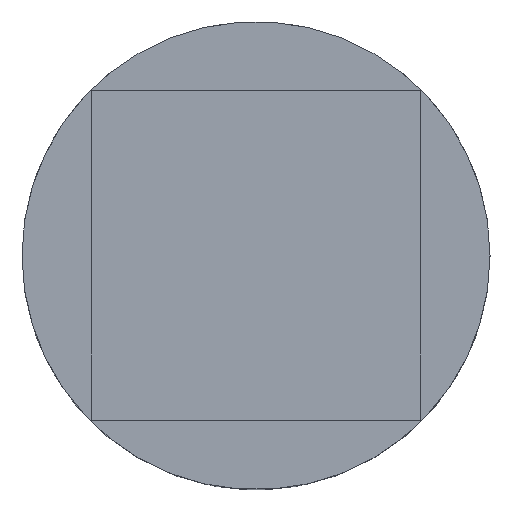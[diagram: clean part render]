
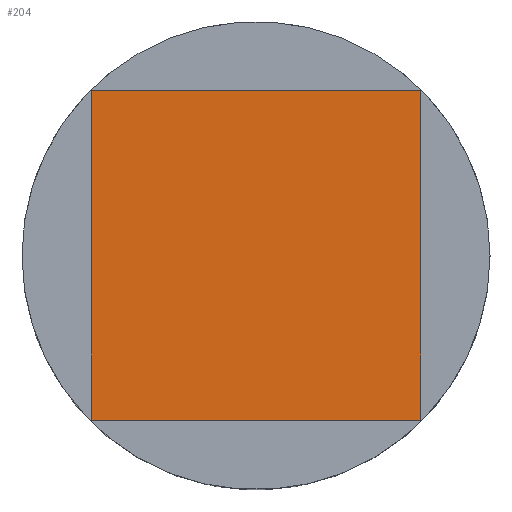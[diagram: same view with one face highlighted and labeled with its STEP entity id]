
A CAD part, top view. The second image highlights one B-rep face of the part: STEP entity #204.
In plain terms, the highlighted planar face has unit normal (0, 0, 1).
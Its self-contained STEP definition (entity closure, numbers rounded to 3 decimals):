
#118 = EDGE_CURVE ( 'NONE', #119, #126, #421, .T. ) ;
#119 = VERTEX_POINT ( 'NONE', #540 ) ;
#126 = VERTEX_POINT ( 'NONE', #524 ) ;
#168 = VERTEX_POINT ( 'NONE', #473 ) ;
#170 = VERTEX_POINT ( 'NONE', #468 ) ;
#171 = EDGE_CURVE ( 'NONE', #126, #170, #512, .T. ) ;
#172 = EDGE_LOOP ( 'NONE', ( #188, #173, #189, #187 ) ) ;
#173 = ORIENTED_EDGE ( 'NONE', *, *, #118, .T. ) ;
#175 = EDGE_CURVE ( 'NONE', #170, #168, #508, .T. ) ;
#186 = EDGE_CURVE ( 'NONE', #168, #119, #437, .T. ) ;
#187 = ORIENTED_EDGE ( 'NONE', *, *, #175, .T. ) ;
#188 = ORIENTED_EDGE ( 'NONE', *, *, #186, .T. ) ;
#189 = ORIENTED_EDGE ( 'NONE', *, *, #171, .T. ) ;
#204 = ADVANCED_FACE ( 'NONE', ( #528 ), #532, .F. ) ;
#421 = LINE ( 'NONE', #479, #440 ) ;
#434 = DIRECTION ( 'NONE',  ( 0., 1., 0. ) ) ;
#435 = VECTOR ( 'NONE', #434, 1000. ) ;
#436 = CARTESIAN_POINT ( 'NONE',  ( 3.5, -3.5, 8. ) ) ;
#437 = LINE ( 'NONE', #436, #435 ) ;
#440 = VECTOR ( 'NONE', #488, 1000. ) ;
#465 = DIRECTION ( 'NONE',  ( -1., 0., 0. ) ) ;
#466 = DIRECTION ( 'NONE',  ( 0., 0., -1. ) ) ;
#468 = CARTESIAN_POINT ( 'NONE',  ( -3.5, -3.5, 8. ) ) ;
#473 = CARTESIAN_POINT ( 'NONE',  ( 3.5, -3.5, 8. ) ) ;
#479 = CARTESIAN_POINT ( 'NONE',  ( 3.5, 3.5, 8. ) ) ;
#488 = DIRECTION ( 'NONE',  ( -1., 0., 0. ) ) ;
#505 = DIRECTION ( 'NONE',  ( 1., 0., 0. ) ) ;
#506 = VECTOR ( 'NONE', #505, 1000. ) ;
#507 = CARTESIAN_POINT ( 'NONE',  ( -3.5, -3.5, 8. ) ) ;
#508 = LINE ( 'NONE', #507, #506 ) ;
#509 = DIRECTION ( 'NONE',  ( 0., -1., 0. ) ) ;
#510 = VECTOR ( 'NONE', #509, 1000. ) ;
#511 = CARTESIAN_POINT ( 'NONE',  ( -3.5, 3.5, 8. ) ) ;
#512 = LINE ( 'NONE', #511, #510 ) ;
#524 = CARTESIAN_POINT ( 'NONE',  ( -3.5, 3.5, 8. ) ) ;
#526 = CARTESIAN_POINT ( 'NONE',  ( 0., 5., 8. ) ) ;
#527 = AXIS2_PLACEMENT_3D ( 'NONE', #526, #466, #465 ) ;
#528 = FACE_OUTER_BOUND ( 'NONE', #172, .T. ) ;
#532 = PLANE ( 'NONE',  #527 ) ;
#540 = CARTESIAN_POINT ( 'NONE',  ( 3.5, 3.5, 8. ) ) ;
